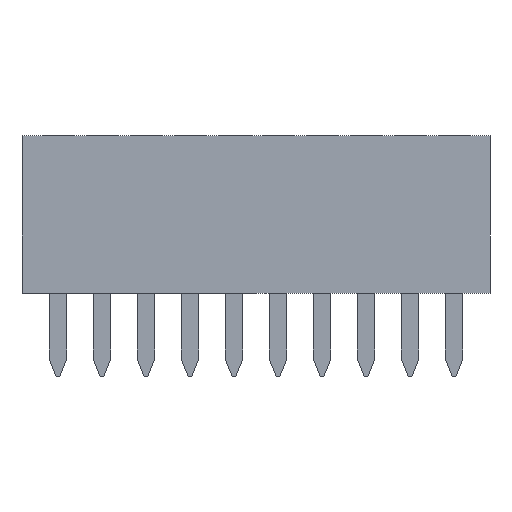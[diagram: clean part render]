
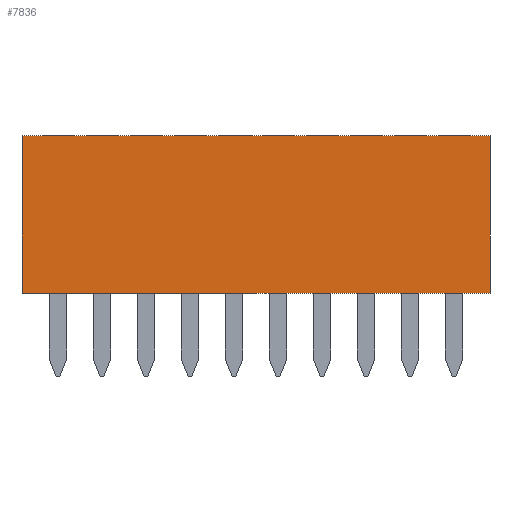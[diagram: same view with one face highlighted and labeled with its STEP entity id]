
A CAD part, front view. The second image highlights one B-rep face of the part: STEP entity #7836.
In plain terms, the highlighted planar face has unit normal (0, -1, 0).
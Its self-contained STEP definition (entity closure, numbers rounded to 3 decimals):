
#7753=CARTESIAN_POINT('',(6.75,-1.625,0.0));
#7754=VERTEX_POINT('',#7753);
#7761=CARTESIAN_POINT('',(-6.75,-1.625,0.0));
#7762=VERTEX_POINT('',#7761);
#7763=CARTESIAN_POINT('',(-6.75,-1.625,0.0));
#7764=DIRECTION('',(1.0,0.0,0.0));
#7765=VECTOR('',#7764,13.5);
#7766=LINE('',#7763,#7765);
#7767=EDGE_CURVE('',#7762,#7754,#7766,.T.);
#7795=CARTESIAN_POINT('',(6.75,-1.625,4.55));
#7796=VERTEX_POINT('',#7795);
#7803=CARTESIAN_POINT('',(6.75,-1.625,0.0));
#7804=DIRECTION('',(0.0,0.0,1.0));
#7805=VECTOR('',#7804,4.55);
#7806=LINE('',#7803,#7805);
#7807=EDGE_CURVE('',#7754,#7796,#7806,.T.);
#7813=CARTESIAN_POINT('',(6.75,-1.625,0.0));
#7814=DIRECTION('',(0.0,-1.0,0.0));
#7815=DIRECTION('',(0.0,0.0,-1.0));
#7816=AXIS2_PLACEMENT_3D('',#7813,#7814,#7815);
#7817=PLANE('',#7816);
#7818=CARTESIAN_POINT('',(-6.75,-1.625,4.55));
#7819=VERTEX_POINT('',#7818);
#7820=CARTESIAN_POINT('',(6.75,-1.625,4.55));
#7821=DIRECTION('',(-1.0,0.0,0.0));
#7822=VECTOR('',#7821,13.5);
#7823=LINE('',#7820,#7822);
#7824=EDGE_CURVE('',#7796,#7819,#7823,.T.);
#7825=ORIENTED_EDGE('',*,*,#7824,.T.);
#7826=CARTESIAN_POINT('',(-6.75,-1.625,0.0));
#7827=DIRECTION('',(0.0,0.0,1.0));
#7828=VECTOR('',#7827,4.55);
#7829=LINE('',#7826,#7828);
#7830=EDGE_CURVE('',#7762,#7819,#7829,.T.);
#7831=ORIENTED_EDGE('',*,*,#7830,.F.);
#7832=ORIENTED_EDGE('',*,*,#7767,.T.);
#7833=ORIENTED_EDGE('',*,*,#7807,.T.);
#7834=EDGE_LOOP('',(#7825,#7831,#7832,#7833));
#7835=FACE_OUTER_BOUND('',#7834,.T.);
#7836=ADVANCED_FACE('',(#7835),#7817,.T.);
